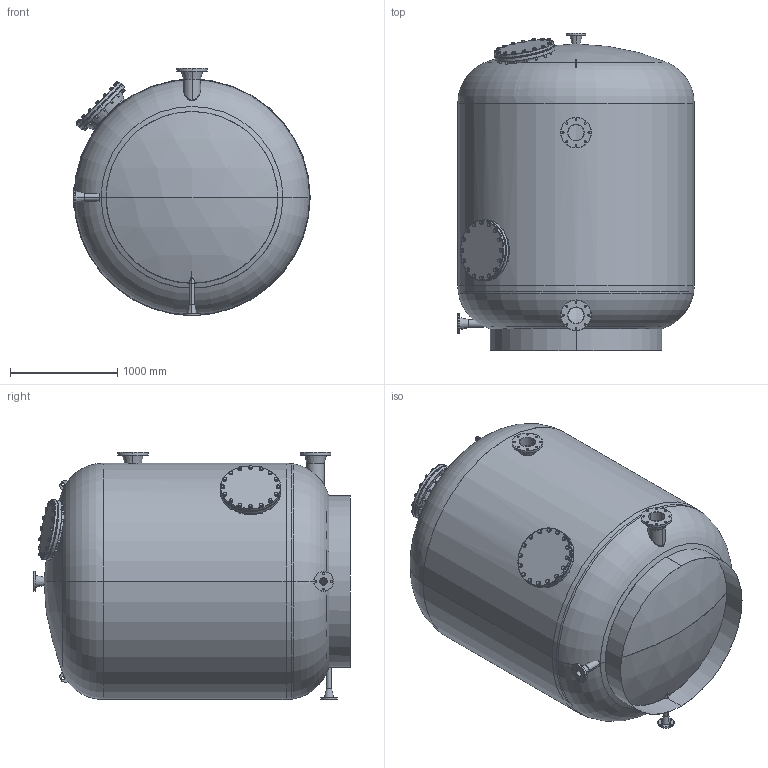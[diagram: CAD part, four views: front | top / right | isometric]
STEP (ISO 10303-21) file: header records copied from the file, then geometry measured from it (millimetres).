
FILE_DESCRIPTION (( 'STEP AP214' ), '1' );
FILE_NAME ('ind_mediterran_220_sb1500.STEP', '2020-12-03T12:40:13', ( '' ), ( '' ), 'SwSTEP 2.0', 'SolidWorks 2019', '' );
FILE_SCHEMA (( 'AUTOMOTIVE_DESIGN' ));
Length unit declared in the file: millimetre
Products named in the file (1): ind_mediterran_220_sb1500
Bounding box: 2200 x 2950 x 2300 mm (x, y, z)
Volume: 132664503.7 mm3; surface area: 58076699.6 mm2
Topology: 81 solids, 81 shells, 1250 faces, 2809 edges, 1752 vertices
Faces by surface type: cylinder 464, plane 404, cone 304, torus 51, bspline 16, sphere 11
Entity records: 55107 total; most frequent: CARTESIAN_POINT 11937, DIRECTION 6178, ORIENTED_EDGE 5602, EDGE_CURVE 2801, AXIS2_PLACEMENT_3D 2604, VERTEX_POINT 1748, EDGE_LOOP 1579, CIRCLE 1369
